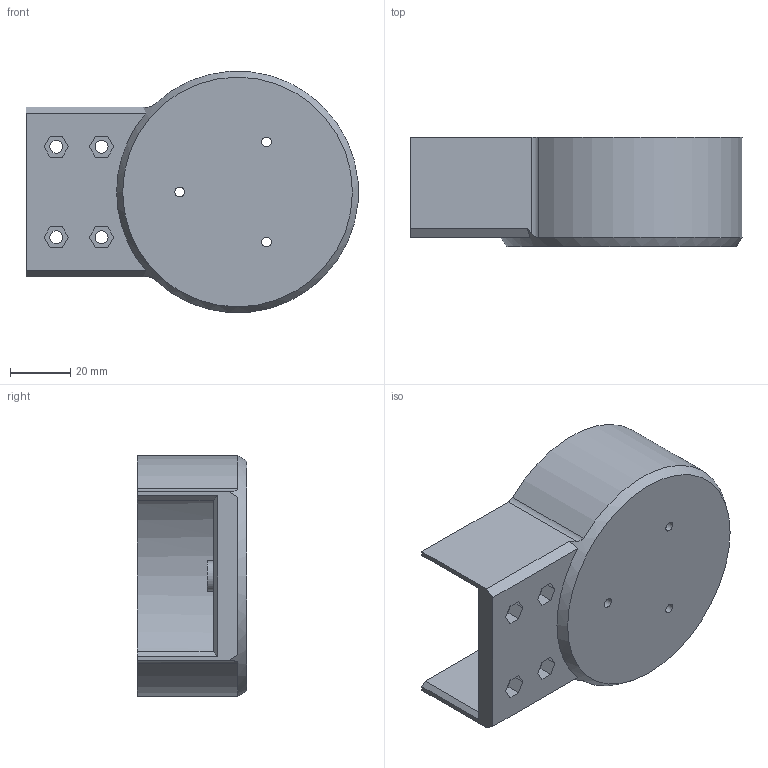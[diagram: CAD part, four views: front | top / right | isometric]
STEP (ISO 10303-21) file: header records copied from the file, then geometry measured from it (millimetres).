
FILE_DESCRIPTION(/* description */ (''),/* implementation_level */ '2;1');
FILE_NAME(/* name */ 'Left.step',/* time_stamp */ '2025-04-03T01:46:24+02:00',/* author */ ('rocke'),/* organization */ (''),/* preprocessor_version */ 'ST-DEVELOPER v18.1',/* originating_system */ 'Autodesk Inventor 2021',/* authorisation */ '');
FILE_SCHEMA (('AUTOMOTIVE_DESIGN { 1 0 10303 214 3 1 1 }'));
Length unit declared in the file: millimetre
Products named in the file (1): Left
Bounding box: 109.85 x 36.2 x 79.8 mm (x, y, z)
Volume: 73374.3 mm3; surface area: 31914 mm2
Topology: 1 solids, 1 shells, 57 faces, 154 edges, 104 vertices
Faces by surface type: plane 44, cylinder 12, cone 1
Full cylindrical faces by diameter (mm): 3.2 x3, 4.3 x4, 10 x1, 75 x1
Entity records: 1872 total; most frequent: CARTESIAN_POINT 342, ORIENTED_EDGE 308, DIRECTION 297, EDGE_CURVE 154, LINE 115, VECTOR 115, VERTEX_POINT 104, AXIS2_PLACEMENT_3D 91
